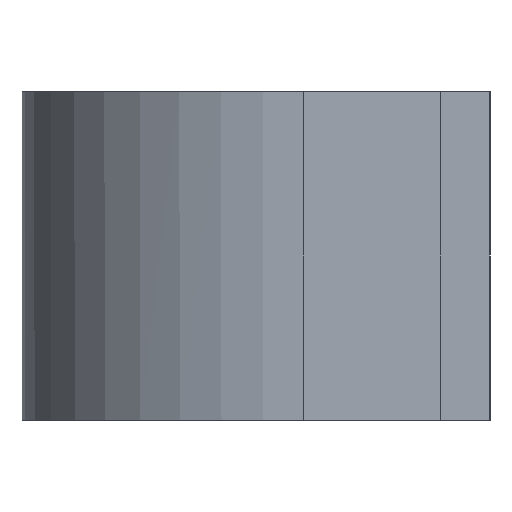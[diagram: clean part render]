
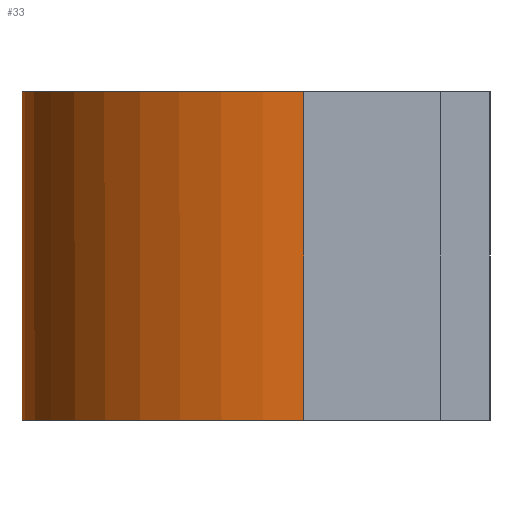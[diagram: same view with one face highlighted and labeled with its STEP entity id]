
A CAD part, left-side view. The second image highlights one B-rep face of the part: STEP entity #33.
In plain terms, the highlighted free-form (B-spline) face has degree [2, 1] with [9, 2] control points.
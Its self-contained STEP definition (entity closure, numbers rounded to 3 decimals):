
#33=ADVANCED_FACE('',(#59),#439,.T.);
#59=FACE_OUTER_BOUND('',#89,.T.);
#89=EDGE_LOOP('',(#197,#198,#199,#200));
#197=ORIENTED_EDGE('',*,*,#290,.T.);
#198=ORIENTED_EDGE('',*,*,#272,.T.);
#199=ORIENTED_EDGE('',*,*,#291,.T.);
#200=ORIENTED_EDGE('',*,*,#278,.F.);
#272=EDGE_CURVE('',#426,#427,#364,.T.);
#278=EDGE_CURVE('',#429,#430,#370,.T.);
#290=EDGE_CURVE('',#429,#426,#321,.T.);
#291=EDGE_CURVE('',#427,#430,#322,.T.);
#321=(
BOUNDED_CURVE()
B_SPLINE_CURVE(2,(#867,#868,#869,#870,#871),.UNSPECIFIED.,.F.,.F.)
B_SPLINE_CURVE_WITH_KNOTS((3,2,3),(0.,26.939,53.878),
 .UNSPECIFIED.)
CURVE()
GEOMETRIC_REPRESENTATION_ITEM()
RATIONAL_B_SPLINE_CURVE((1.,0.707,1.,0.707,1.))
REPRESENTATION_ITEM('')
);
#322=(
BOUNDED_CURVE()
B_SPLINE_CURVE(2,(#872,#873,#874,#875,#876),.UNSPECIFIED.,.F.,.F.)
B_SPLINE_CURVE_WITH_KNOTS((3,2,3),(-53.878,-26.939,
0.),.UNSPECIFIED.)
CURVE()
GEOMETRIC_REPRESENTATION_ITEM()
RATIONAL_B_SPLINE_CURVE((1.,0.707,1.,0.707,1.))
REPRESENTATION_ITEM('')
);
#364=B_SPLINE_CURVE_WITH_KNOTS('',1,(#825,#826),.UNSPECIFIED.,.F.,.F.,(2,
2),(0.,20.),.UNSPECIFIED.);
#370=B_SPLINE_CURVE_WITH_KNOTS('',1,(#839,#840),.UNSPECIFIED.,.F.,.F.,(2,
2),(0.,20.),.UNSPECIFIED.);
#426=VERTEX_POINT('',#754);
#427=VERTEX_POINT('',#755);
#429=VERTEX_POINT('',#757);
#430=VERTEX_POINT('',#758);
#439=(
BOUNDED_SURFACE()
B_SPLINE_SURFACE(2,1,((#569,#570),(#571,#572),(#573,#574),(#575,#576),(#577,
#578),(#579,#580),(#581,#582),(#583,#584),(#585,#586)),.UNSPECIFIED.,.T.,
 .F.,.F.)
B_SPLINE_SURFACE_WITH_KNOTS((3,2,2,2,3),(2,2),(0.,1.571,3.142,
4.712,6.283),(0.,24.002),.UNSPECIFIED.)
GEOMETRIC_REPRESENTATION_ITEM()
RATIONAL_B_SPLINE_SURFACE(((1.,1.),(0.707,0.707),
(1.,1.),(0.707,0.707),(1.,1.),(0.707,
0.707),(1.,1.),(0.707,0.707),(1.,1.)))
REPRESENTATION_ITEM('')
SURFACE()
);
#569=CARTESIAN_POINT('',(0.,-5.8,-2.001));
#570=CARTESIAN_POINT('',(0.,-5.8,22.001));
#571=CARTESIAN_POINT('',(17.15,-5.8,-2.001));
#572=CARTESIAN_POINT('',(17.15,-5.8,22.001));
#573=CARTESIAN_POINT('',(17.15,11.35,-2.001));
#574=CARTESIAN_POINT('',(17.15,11.35,22.001));
#575=CARTESIAN_POINT('',(17.15,28.5,-2.001));
#576=CARTESIAN_POINT('',(17.15,28.5,22.001));
#577=CARTESIAN_POINT('',(0.,28.5,-2.001));
#578=CARTESIAN_POINT('',(0.,28.5,22.001));
#579=CARTESIAN_POINT('',(-17.15,28.5,-2.001));
#580=CARTESIAN_POINT('',(-17.15,28.5,22.001));
#581=CARTESIAN_POINT('',(-17.15,11.35,-2.001));
#582=CARTESIAN_POINT('',(-17.15,11.35,22.001));
#583=CARTESIAN_POINT('',(-17.15,-5.8,-2.001));
#584=CARTESIAN_POINT('',(-17.15,-5.8,22.001));
#585=CARTESIAN_POINT('',(0.,-5.8,-2.001));
#586=CARTESIAN_POINT('',(0.,-5.8,22.001));
#754=CARTESIAN_POINT('',(-17.15,11.35,0.));
#755=CARTESIAN_POINT('',(-17.15,11.35,20.));
#757=CARTESIAN_POINT('',(17.15,11.35,0.));
#758=CARTESIAN_POINT('',(17.15,11.35,20.));
#825=CARTESIAN_POINT('',(-17.15,11.35,0.));
#826=CARTESIAN_POINT('',(-17.15,11.35,20.));
#839=CARTESIAN_POINT('',(17.15,11.35,0.));
#840=CARTESIAN_POINT('',(17.15,11.35,20.));
#867=CARTESIAN_POINT('',(17.15,11.35,0.));
#868=CARTESIAN_POINT('',(17.15,28.5,0.));
#869=CARTESIAN_POINT('',(0.,28.5,0.));
#870=CARTESIAN_POINT('',(-17.15,28.5,0.));
#871=CARTESIAN_POINT('',(-17.15,11.35,0.));
#872=CARTESIAN_POINT('',(-17.15,11.35,20.));
#873=CARTESIAN_POINT('',(-17.15,28.5,20.));
#874=CARTESIAN_POINT('',(0.,28.5,20.));
#875=CARTESIAN_POINT('',(17.15,28.5,20.));
#876=CARTESIAN_POINT('',(17.15,11.35,20.));
